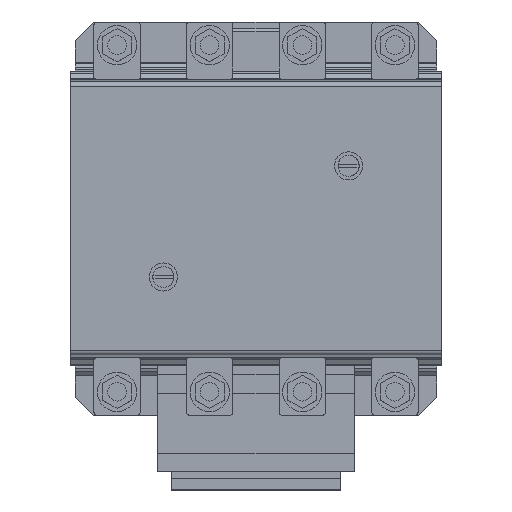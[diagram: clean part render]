
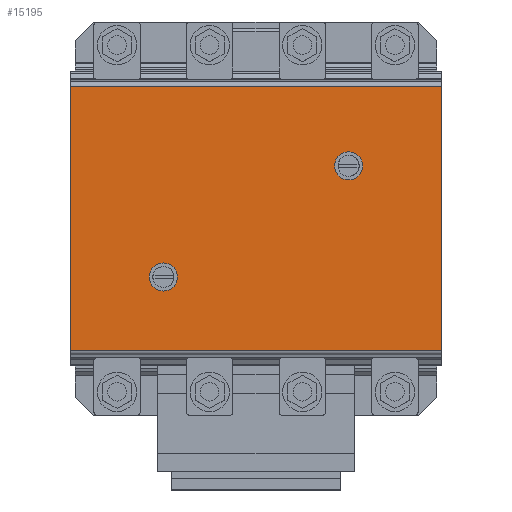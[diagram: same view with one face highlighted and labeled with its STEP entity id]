
A CAD part, top view. The second image highlights one B-rep face of the part: STEP entity #15195.
In plain terms, the highlighted planar face has unit normal (0, 0, 1).
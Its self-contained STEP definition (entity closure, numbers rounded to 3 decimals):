
#14171=CARTESIAN_POINT('',(120.,28.75,177.701));
#14172=VERTEX_POINT('',#14171);
#14181=CARTESIAN_POINT('',(113.937,22.688,177.701));
#14182=VERTEX_POINT('',#14181);
#14183=CARTESIAN_POINT('',(120.,22.688,177.701));
#14184=DIRECTION('',(0.0,0.0,-1.0));
#14185=DIRECTION('',(0.0,1.0,0.0));
#14186=AXIS2_PLACEMENT_3D('',#14183,#14184,#14185);
#14187=CIRCLE('',#14186,6.063);
#14188=EDGE_CURVE('',#14182,#14172,#14187,.T.);
#14190=CARTESIAN_POINT('',(120.,16.625,177.701));
#14191=VERTEX_POINT('',#14190);
#14192=CARTESIAN_POINT('',(120.,22.688,177.701));
#14193=DIRECTION('',(0.0,0.0,-1.0));
#14194=DIRECTION('',(0.0,1.0,0.0));
#14195=AXIS2_PLACEMENT_3D('',#14192,#14193,#14194);
#14196=CIRCLE('',#14195,6.063);
#14197=EDGE_CURVE('',#14191,#14182,#14196,.T.);
#14307=CARTESIAN_POINT('',(40.,-19.25,177.701));
#14308=VERTEX_POINT('',#14307);
#14317=CARTESIAN_POINT('',(33.937,-25.313,177.701));
#14318=VERTEX_POINT('',#14317);
#14319=CARTESIAN_POINT('',(40.,-25.313,177.701));
#14320=DIRECTION('',(0.0,0.0,-1.0));
#14321=DIRECTION('',(0.0,1.0,0.0));
#14322=AXIS2_PLACEMENT_3D('',#14319,#14320,#14321);
#14323=CIRCLE('',#14322,6.063);
#14324=EDGE_CURVE('',#14318,#14308,#14323,.T.);
#14326=CARTESIAN_POINT('',(40.,-31.375,177.701));
#14327=VERTEX_POINT('',#14326);
#14328=CARTESIAN_POINT('',(40.,-25.313,177.701));
#14329=DIRECTION('',(0.0,0.0,-1.0));
#14330=DIRECTION('',(0.0,1.0,0.0));
#14331=AXIS2_PLACEMENT_3D('',#14328,#14329,#14330);
#14332=CIRCLE('',#14331,6.063);
#14333=EDGE_CURVE('',#14327,#14318,#14332,.T.);
#14597=CARTESIAN_POINT('',(40.,-25.313,177.701));
#14598=DIRECTION('',(0.0,0.0,-1.0));
#14599=DIRECTION('',(0.0,1.0,0.0));
#14600=AXIS2_PLACEMENT_3D('',#14597,#14598,#14599);
#14601=CIRCLE('',#14600,6.063);
#14602=EDGE_CURVE('',#14308,#14327,#14601,.T.);
#14782=CARTESIAN_POINT('',(120.,22.688,177.701));
#14783=DIRECTION('',(0.0,0.0,-1.0));
#14784=DIRECTION('',(0.0,1.0,0.0));
#14785=AXIS2_PLACEMENT_3D('',#14782,#14783,#14784);
#14786=CIRCLE('',#14785,6.063);
#14787=EDGE_CURVE('',#14172,#14191,#14786,.T.);
#14813=CARTESIAN_POINT('',(160.,56.978,177.701));
#14814=VERTEX_POINT('',#14813);
#14815=CARTESIAN_POINT('',(160.,-56.978,177.701));
#14816=VERTEX_POINT('',#14815);
#14817=CARTESIAN_POINT('',(160.,56.978,177.701));
#14818=DIRECTION('',(0.0,-1.0,0.0));
#14819=VECTOR('',#14818,113.956);
#14820=LINE('',#14817,#14819);
#14821=EDGE_CURVE('',#14814,#14816,#14820,.T.);
#15142=CARTESIAN_POINT('',(0.0,-56.978,177.701));
#15143=VERTEX_POINT('',#15142);
#15144=CARTESIAN_POINT('',(160.,-56.978,177.701));
#15145=DIRECTION('',(-1.0,0.0,0.0));
#15146=VECTOR('',#15145,160.);
#15147=LINE('',#15144,#15146);
#15148=EDGE_CURVE('',#14816,#15143,#15147,.T.);
#15162=CARTESIAN_POINT('',(150.,56.978,177.701));
#15163=DIRECTION('',(0.0,0.0,1.0));
#15164=DIRECTION('',(1.0,0.0,0.0));
#15165=AXIS2_PLACEMENT_3D('',#15162,#15163,#15164);
#15166=PLANE('',#15165);
#15167=CARTESIAN_POINT('',(0.0,56.978,177.701));
#15168=VERTEX_POINT('',#15167);
#15169=CARTESIAN_POINT('',(160.,56.978,177.701));
#15170=DIRECTION('',(-1.0,0.0,0.0));
#15171=VECTOR('',#15170,160.);
#15172=LINE('',#15169,#15171);
#15173=EDGE_CURVE('',#14814,#15168,#15172,.T.);
#15174=ORIENTED_EDGE('',*,*,#15173,.T.);
#15175=CARTESIAN_POINT('',(0.0,56.978,177.701));
#15176=DIRECTION('',(0.0,-1.0,0.0));
#15177=VECTOR('',#15176,113.956);
#15178=LINE('',#15175,#15177);
#15179=EDGE_CURVE('',#15168,#15143,#15178,.T.);
#15180=ORIENTED_EDGE('',*,*,#15179,.T.);
#15181=ORIENTED_EDGE('',*,*,#15148,.F.);
#15182=ORIENTED_EDGE('',*,*,#14821,.F.);
#15183=EDGE_LOOP('',(#15174,#15180,#15181,#15182));
#15184=FACE_OUTER_BOUND('',#15183,.T.);
#15185=ORIENTED_EDGE('',*,*,#14324,.T.);
#15186=ORIENTED_EDGE('',*,*,#14602,.T.);
#15187=ORIENTED_EDGE('',*,*,#14333,.T.);
#15188=EDGE_LOOP('',(#15185,#15186,#15187));
#15189=FACE_BOUND('',#15188,.T.);
#15190=ORIENTED_EDGE('',*,*,#14188,.T.);
#15191=ORIENTED_EDGE('',*,*,#14787,.T.);
#15192=ORIENTED_EDGE('',*,*,#14197,.T.);
#15193=EDGE_LOOP('',(#15190,#15191,#15192));
#15194=FACE_BOUND('',#15193,.T.);
#15195=ADVANCED_FACE('',(#15184,#15189,#15194),#15166,.T.);
